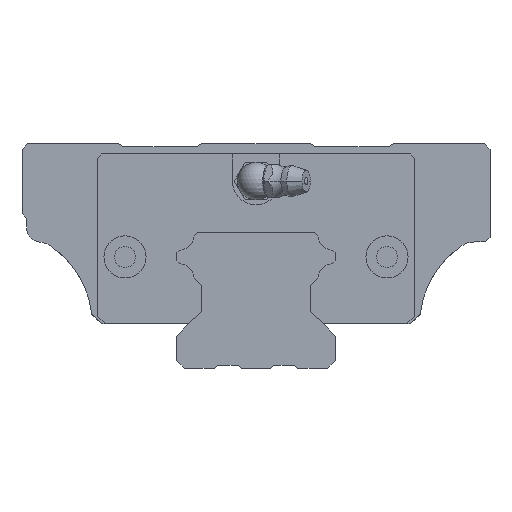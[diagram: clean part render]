
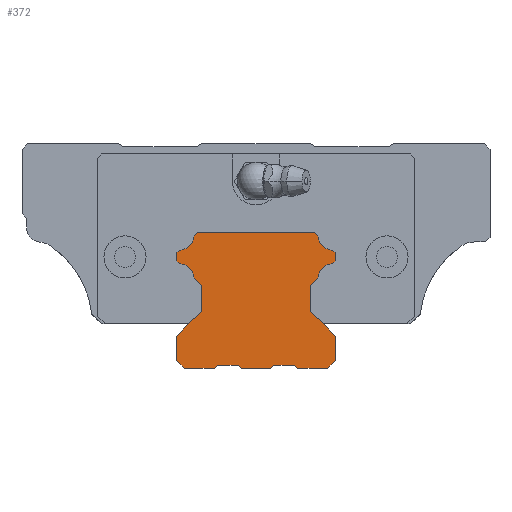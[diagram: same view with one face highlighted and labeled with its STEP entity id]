
A CAD part, front view. The second image highlights one B-rep face of the part: STEP entity #372.
In plain terms, the highlighted planar face has unit normal (0, -1, 0).
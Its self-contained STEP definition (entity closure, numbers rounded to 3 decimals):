
#372=ADVANCED_FACE('',(#844),#845,.T.);
#844=FACE_OUTER_BOUND('',#1442,.T.);
#845=PLANE('',#1443);
#1442=EDGE_LOOP('',(#3227,#3228,#3229,#3230,#3231,#3232,#3233,#3234,#3235,#3236,#3237,#3238,#3239,#3240,#3241,#3242,#3243,#3244,#3245,#3246,#3247,#3248,#3249,#3250,#3251,#3252,#3253,#3254,#3255,#3256,#3257,#3258));
#1443=AXIS2_PLACEMENT_3D('',#3259,#3260,#3261);
#3227=ORIENTED_EDGE('',*,*,#4258,.T.);
#3228=ORIENTED_EDGE('',*,*,#4259,.F.);
#3229=ORIENTED_EDGE('',*,*,#4260,.F.);
#3230=ORIENTED_EDGE('',*,*,#4261,.F.);
#3231=ORIENTED_EDGE('',*,*,#4262,.F.);
#3232=ORIENTED_EDGE('',*,*,#4263,.T.);
#3233=ORIENTED_EDGE('',*,*,#4264,.T.);
#3234=ORIENTED_EDGE('',*,*,#4265,.F.);
#3235=ORIENTED_EDGE('',*,*,#4266,.T.);
#3236=ORIENTED_EDGE('',*,*,#4267,.T.);
#3237=ORIENTED_EDGE('',*,*,#4268,.F.);
#3238=ORIENTED_EDGE('',*,*,#4269,.T.);
#3239=ORIENTED_EDGE('',*,*,#4270,.T.);
#3240=ORIENTED_EDGE('',*,*,#4271,.F.);
#3241=ORIENTED_EDGE('',*,*,#4272,.T.);
#3242=ORIENTED_EDGE('',*,*,#4273,.T.);
#3243=ORIENTED_EDGE('',*,*,#4238,.F.);
#3244=ORIENTED_EDGE('',*,*,#4274,.F.);
#3245=ORIENTED_EDGE('',*,*,#4275,.T.);
#3246=ORIENTED_EDGE('',*,*,#4276,.F.);
#3247=ORIENTED_EDGE('',*,*,#4277,.F.);
#3248=ORIENTED_EDGE('',*,*,#4253,.F.);
#3249=ORIENTED_EDGE('',*,*,#4278,.F.);
#3250=ORIENTED_EDGE('',*,*,#4279,.F.);
#3251=ORIENTED_EDGE('',*,*,#4280,.T.);
#3252=ORIENTED_EDGE('',*,*,#4281,.F.);
#3253=ORIENTED_EDGE('',*,*,#4282,.F.);
#3254=ORIENTED_EDGE('',*,*,#4283,.F.);
#3255=ORIENTED_EDGE('',*,*,#4284,.F.);
#3256=ORIENTED_EDGE('',*,*,#4285,.F.);
#3257=ORIENTED_EDGE('',*,*,#4286,.T.);
#3258=ORIENTED_EDGE('',*,*,#4287,.F.);
#3259=CARTESIAN_POINT('',(-16.688,-170.8,-21.312));
#3260=DIRECTION('',(0.0,-1.0,0.0));
#3261=DIRECTION('',(0.0,0.0,-1.0));
#4238=EDGE_CURVE('',#5307,#5309,#5310,.T.);
#4253=EDGE_CURVE('',#5333,#5335,#5336,.T.);
#4258=EDGE_CURVE('',#5343,#5344,#5345,.T.);
#4259=EDGE_CURVE('',#5346,#5344,#5347,.T.);
#4260=EDGE_CURVE('',#5348,#5346,#5349,.T.);
#4261=EDGE_CURVE('',#5350,#5348,#5351,.T.);
#4262=EDGE_CURVE('',#5352,#5350,#5353,.T.);
#4263=EDGE_CURVE('',#5352,#5354,#5355,.T.);
#4264=EDGE_CURVE('',#5354,#5356,#5357,.T.);
#4265=EDGE_CURVE('',#5358,#5356,#5359,.T.);
#4266=EDGE_CURVE('',#5358,#5360,#5361,.T.);
#4267=EDGE_CURVE('',#5360,#5362,#5363,.T.);
#4268=EDGE_CURVE('',#5364,#5362,#5365,.T.);
#4269=EDGE_CURVE('',#5364,#5366,#5367,.T.);
#4270=EDGE_CURVE('',#5366,#5368,#5369,.T.);
#4271=EDGE_CURVE('',#5370,#5368,#5371,.T.);
#4272=EDGE_CURVE('',#5370,#5372,#5373,.T.);
#4273=EDGE_CURVE('',#5372,#5309,#5374,.T.);
#4274=EDGE_CURVE('',#5375,#5307,#5376,.T.);
#4275=EDGE_CURVE('',#5375,#5377,#5378,.T.);
#4276=EDGE_CURVE('',#5379,#5377,#5380,.T.);
#4277=EDGE_CURVE('',#5335,#5379,#5381,.T.);
#4278=EDGE_CURVE('',#5382,#5333,#5383,.T.);
#4279=EDGE_CURVE('',#5384,#5382,#5385,.T.);
#4280=EDGE_CURVE('',#5384,#5386,#5387,.T.);
#4281=EDGE_CURVE('',#5388,#5386,#5389,.T.);
#4282=EDGE_CURVE('',#5390,#5388,#5391,.T.);
#4283=EDGE_CURVE('',#5392,#5390,#5393,.T.);
#4284=EDGE_CURVE('',#5394,#5392,#5395,.T.);
#4285=EDGE_CURVE('',#5396,#5394,#5397,.T.);
#4286=EDGE_CURVE('',#5396,#5398,#5399,.T.);
#4287=EDGE_CURVE('',#5343,#5398,#5400,.T.);
#5307=VERTEX_POINT('',#7001);
#5309=VERTEX_POINT('',#7004);
#5310=LINE('',#7005,#7006);
#5333=VERTEX_POINT('',#7038);
#5335=VERTEX_POINT('',#7041);
#5336=LINE('',#7042,#7043);
#5343=VERTEX_POINT('',#7053);
#5344=VERTEX_POINT('',#7054);
#5345=LINE('',#7055,#7056);
#5346=VERTEX_POINT('',#7057);
#5347=LINE('',#7058,#7059);
#5348=VERTEX_POINT('',#7060);
#5349=LINE('',#7061,#7062);
#5350=VERTEX_POINT('',#7063);
#5351=CIRCLE('',#7064,3.5);
#5352=VERTEX_POINT('',#7065);
#5353=LINE('',#7066,#7067);
#5354=VERTEX_POINT('',#7068);
#5355=LINE('',#7069,#7070);
#5356=VERTEX_POINT('',#7071);
#5357=LINE('',#7072,#7073);
#5358=VERTEX_POINT('',#7074);
#5359=CIRCLE('',#7075,3.5);
#5360=VERTEX_POINT('',#7076);
#5361=LINE('',#7077,#7078);
#5362=VERTEX_POINT('',#7079);
#5363=LINE('',#7080,#7081);
#5364=VERTEX_POINT('',#7082);
#5365=LINE('',#7083,#7084);
#5366=VERTEX_POINT('',#7085);
#5367=LINE('',#7086,#7087);
#5368=VERTEX_POINT('',#7088);
#5369=LINE('',#7089,#7090);
#5370=VERTEX_POINT('',#7091);
#5371=LINE('',#7092,#7093);
#5372=VERTEX_POINT('',#7094);
#5373=LINE('',#7095,#7096);
#5374=LINE('',#7097,#7098);
#5375=VERTEX_POINT('',#7099);
#5376=LINE('',#7100,#7101);
#5377=VERTEX_POINT('',#7102);
#5378=LINE('',#7103,#7104);
#5379=VERTEX_POINT('',#7105);
#5380=LINE('',#7106,#7107);
#5381=LINE('',#7108,#7109);
#5382=VERTEX_POINT('',#7110);
#5383=LINE('',#7111,#7112);
#5384=VERTEX_POINT('',#7113);
#5385=LINE('',#7114,#7115);
#5386=VERTEX_POINT('',#7116);
#5387=LINE('',#7117,#7118);
#5388=VERTEX_POINT('',#7119);
#5389=LINE('',#7120,#7121);
#5390=VERTEX_POINT('',#7122);
#5391=LINE('',#7123,#7124);
#5392=VERTEX_POINT('',#7125);
#5393=CIRCLE('',#7126,3.5);
#5394=VERTEX_POINT('',#7127);
#5395=LINE('',#7128,#7129);
#5396=VERTEX_POINT('',#7130);
#5397=LINE('',#7131,#7132);
#5398=VERTEX_POINT('',#7133);
#5399=LINE('',#7134,#7135);
#5400=CIRCLE('',#7136,3.5);
#7001=CARTESIAN_POINT('',(-3.1,-170.8,-50.0));
#7004=CARTESIAN_POINT('',(-3.8,-170.8,-49.3));
#7005=CARTESIAN_POINT('',(-3.1,-170.8,-50.0));
#7006=VECTOR('',#8213,1000.0);
#7038=CARTESIAN_POINT('',(15.3,-170.8,-50.0));
#7041=CARTESIAN_POINT('',(8.9,-170.8,-50.0));
#7042=CARTESIAN_POINT('',(15.3,-170.8,-50.0));
#7043=VECTOR('',#8236,1000.0);
#7053=CARTESIAN_POINT('',(13.204,-170.8,-21.646));
#7054=CARTESIAN_POINT('',(12.559,-170.8,-21.0));
#7055=CARTESIAN_POINT('',(13.204,-170.8,-21.646));
#7056=VECTOR('',#8243,1000.0);
#7057=CARTESIAN_POINT('',(-12.559,-170.8,-21.0));
#7058=CARTESIAN_POINT('',(-12.659,-170.8,-21.0));
#7059=VECTOR('',#8244,1000.0);
#7060=CARTESIAN_POINT('',(-13.204,-170.8,-21.646));
#7061=CARTESIAN_POINT('',(-13.204,-170.8,-21.646));
#7062=VECTOR('',#8245,1000.0);
#7063=CARTESIAN_POINT('',(-16.354,-170.8,-24.796));
#7064=AXIS2_PLACEMENT_3D('',#8246,#8247,#8248);
#7065=CARTESIAN_POINT('',(-16.9,-170.8,-25.341));
#7066=CARTESIAN_POINT('',(-16.9,-170.8,-25.341));
#7067=VECTOR('',#8249,1000.0);
#7068=CARTESIAN_POINT('',(-16.9,-170.8,-27.059));
#7069=CARTESIAN_POINT('',(-16.9,-170.8,-25.341));
#7070=VECTOR('',#8250,1000.0);
#7071=CARTESIAN_POINT('',(-16.354,-170.8,-27.604));
#7072=CARTESIAN_POINT('',(-16.9,-170.8,-27.059));
#7073=VECTOR('',#8251,1000.0);
#7074=CARTESIAN_POINT('',(-13.204,-170.8,-30.754));
#7075=AXIS2_PLACEMENT_3D('',#8252,#8253,#8254);
#7076=CARTESIAN_POINT('',(-11.7,-170.8,-32.259));
#7077=CARTESIAN_POINT('',(-13.204,-170.8,-30.754));
#7078=VECTOR('',#8255,1000.0);
#7079=CARTESIAN_POINT('',(-11.7,-170.8,-37.841));
#7080=CARTESIAN_POINT('',(-11.7,-170.8,-32.259));
#7081=VECTOR('',#8256,1000.0);
#7082=CARTESIAN_POINT('',(-17.0,-170.8,-43.141));
#7083=CARTESIAN_POINT('',(-17.0,-170.8,-43.141));
#7084=VECTOR('',#8257,1000.0);
#7085=CARTESIAN_POINT('',(-17.0,-170.8,-48.3));
#7086=CARTESIAN_POINT('',(-17.0,-170.8,-43.141));
#7087=VECTOR('',#8258,1000.0);
#7088=CARTESIAN_POINT('',(-15.3,-170.8,-50.0));
#7089=CARTESIAN_POINT('',(-17.0,-170.8,-48.3));
#7090=VECTOR('',#8259,1000.0);
#7091=CARTESIAN_POINT('',(-8.9,-170.8,-50.0));
#7092=CARTESIAN_POINT('',(-8.9,-170.8,-50.0));
#7093=VECTOR('',#8260,1000.0);
#7094=CARTESIAN_POINT('',(-8.2,-170.8,-49.3));
#7095=CARTESIAN_POINT('',(-8.9,-170.8,-50.0));
#7096=VECTOR('',#8261,1000.0);
#7097=CARTESIAN_POINT('',(-8.2,-170.8,-49.3));
#7098=VECTOR('',#8262,1000.0);
#7099=CARTESIAN_POINT('',(3.1,-170.8,-50.0));
#7100=CARTESIAN_POINT('',(3.1,-170.8,-50.0));
#7101=VECTOR('',#8263,1000.0);
#7102=CARTESIAN_POINT('',(3.8,-170.8,-49.3));
#7103=CARTESIAN_POINT('',(3.1,-170.8,-50.0));
#7104=VECTOR('',#8264,1000.0);
#7105=CARTESIAN_POINT('',(8.2,-170.8,-49.3));
#7106=CARTESIAN_POINT('',(8.2,-170.8,-49.3));
#7107=VECTOR('',#8265,1000.0);
#7108=CARTESIAN_POINT('',(8.9,-170.8,-50.0));
#7109=VECTOR('',#8266,1000.0);
#7110=CARTESIAN_POINT('',(17.0,-170.8,-48.3));
#7111=CARTESIAN_POINT('',(17.0,-170.8,-48.3));
#7112=VECTOR('',#8267,1000.0);
#7113=CARTESIAN_POINT('',(17.0,-170.8,-43.141));
#7114=CARTESIAN_POINT('',(17.0,-170.8,-43.141));
#7115=VECTOR('',#8268,1000.0);
#7116=CARTESIAN_POINT('',(11.7,-170.8,-37.841));
#7117=CARTESIAN_POINT('',(17.0,-170.8,-43.141));
#7118=VECTOR('',#8269,1000.0);
#7119=CARTESIAN_POINT('',(11.7,-170.8,-32.259));
#7120=CARTESIAN_POINT('',(11.7,-170.8,-32.259));
#7121=VECTOR('',#8270,1000.0);
#7122=CARTESIAN_POINT('',(13.204,-170.8,-30.754));
#7123=CARTESIAN_POINT('',(13.204,-170.8,-30.754));
#7124=VECTOR('',#8271,1000.0);
#7125=CARTESIAN_POINT('',(16.354,-170.8,-27.604));
#7126=AXIS2_PLACEMENT_3D('',#8272,#8273,#8274);
#7127=CARTESIAN_POINT('',(16.9,-170.8,-27.059));
#7128=CARTESIAN_POINT('',(16.9,-170.8,-27.059));
#7129=VECTOR('',#8275,1000.0);
#7130=CARTESIAN_POINT('',(16.9,-170.8,-25.341));
#7131=CARTESIAN_POINT('',(16.9,-170.8,-25.341));
#7132=VECTOR('',#8276,1000.0);
#7133=CARTESIAN_POINT('',(16.354,-170.8,-24.796));
#7134=CARTESIAN_POINT('',(16.9,-170.8,-25.341));
#7135=VECTOR('',#8277,1000.0);
#7136=AXIS2_PLACEMENT_3D('',#8278,#8279,#8280);
#8213=DIRECTION('',(-0.707,0.0,0.707));
#8236=DIRECTION('',(-1.0,0.0,0.0));
#8243=DIRECTION('',(-0.707,0.0,0.707));
#8244=DIRECTION('',(1.0,0.0,0.0));
#8245=DIRECTION('',(0.707,0.0,0.707));
#8246=CARTESIAN_POINT('',(-16.688,-170.8,-21.312));
#8247=DIRECTION('',(0.0,-1.0,0.0));
#8248=DIRECTION('',(1.0,0.0,0.0));
#8249=DIRECTION('',(0.707,0.0,0.707));
#8250=DIRECTION('',(0.0,0.0,-1.0));
#8251=DIRECTION('',(0.707,0.0,-0.707));
#8252=CARTESIAN_POINT('',(-16.688,-170.8,-31.088));
#8253=DIRECTION('',(0.0,-1.0,0.0));
#8254=DIRECTION('',(1.0,0.0,0.0));
#8255=DIRECTION('',(0.707,0.0,-0.707));
#8256=DIRECTION('',(0.0,0.0,-1.0));
#8257=DIRECTION('',(0.707,0.0,0.707));
#8258=DIRECTION('',(0.0,0.0,-1.0));
#8259=DIRECTION('',(0.707,0.0,-0.707));
#8260=DIRECTION('',(-1.0,0.0,0.0));
#8261=DIRECTION('',(0.707,0.0,0.707));
#8262=DIRECTION('',(1.0,0.0,0.0));
#8263=DIRECTION('',(-1.0,0.0,0.0));
#8264=DIRECTION('',(0.707,0.0,0.707));
#8265=DIRECTION('',(-1.0,0.0,0.0));
#8266=DIRECTION('',(-0.707,0.0,0.707));
#8267=DIRECTION('',(-0.707,0.0,-0.707));
#8268=DIRECTION('',(0.0,0.0,-1.0));
#8269=DIRECTION('',(-0.707,0.0,0.707));
#8270=DIRECTION('',(0.0,0.0,-1.0));
#8271=DIRECTION('',(-0.707,0.0,-0.707));
#8272=CARTESIAN_POINT('',(16.688,-170.8,-31.088));
#8273=DIRECTION('',(0.0,-1.0,0.0));
#8274=DIRECTION('',(1.0,0.0,0.0));
#8275=DIRECTION('',(-0.707,0.0,-0.707));
#8276=DIRECTION('',(0.0,0.0,-1.0));
#8277=DIRECTION('',(-0.707,0.0,0.707));
#8278=CARTESIAN_POINT('',(16.688,-170.8,-21.312));
#8279=DIRECTION('',(0.0,-1.0,0.0));
#8280=DIRECTION('',(1.0,0.0,0.0));
